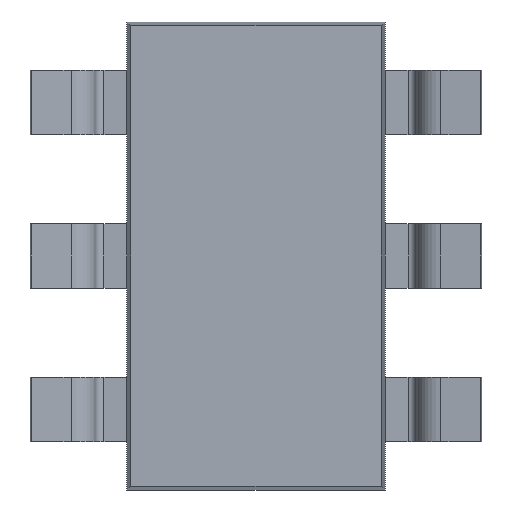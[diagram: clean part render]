
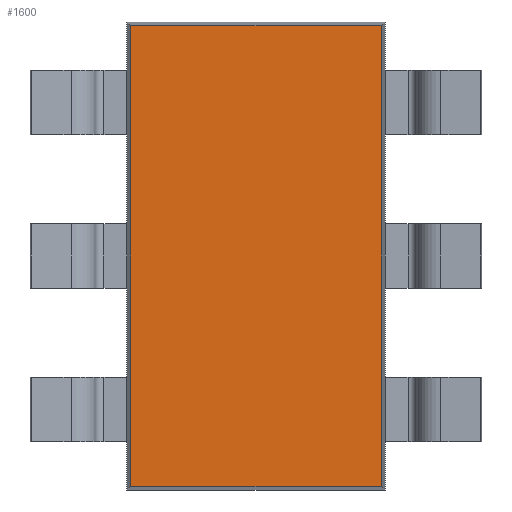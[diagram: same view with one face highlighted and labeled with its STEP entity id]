
A CAD part, front view. The second image highlights one B-rep face of the part: STEP entity #1600.
In plain terms, the highlighted planar face has unit normal (0, -1, 0).
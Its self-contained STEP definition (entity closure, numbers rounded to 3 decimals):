
#342 = DIRECTION ( 'NONE',  ( -1., 0., 0. ) ) ;
#345 = ORIENTED_EDGE ( 'NONE', *, *, #2555, .T. ) ;
#357 = EDGE_CURVE ( 'NONE', #2884, #898, #1804, .T. ) ;
#389 = VERTEX_POINT ( 'NONE', #446 ) ;
#446 = CARTESIAN_POINT ( 'NONE',  ( -0.776, 0.1, -1.426 ) ) ;
#504 = DIRECTION ( 'NONE',  ( 0., -1., 0. ) ) ;
#509 = LINE ( 'NONE', #2957, #2489 ) ;
#554 = DIRECTION ( 'NONE',  ( 1., 0., 0. ) ) ;
#560 = CARTESIAN_POINT ( 'NONE',  ( 0.776, 0.1, 1.426 ) ) ;
#682 = ORIENTED_EDGE ( 'NONE', *, *, #2485, .T. ) ;
#755 = DIRECTION ( 'NONE',  ( 0., 0., -1. ) ) ;
#779 = CARTESIAN_POINT ( 'NONE',  ( 0., 0.1, 0. ) ) ;
#898 = VERTEX_POINT ( 'NONE', #560 ) ;
#955 = VECTOR ( 'NONE', #342, 1000. ) ;
#1183 = CARTESIAN_POINT ( 'NONE',  ( 0.776, 0.1, -1.45 ) ) ;
#1276 = PLANE ( 'NONE',  #2584 ) ;
#1311 = VECTOR ( 'NONE', #1907, 1000. ) ;
#1343 = CARTESIAN_POINT ( 'NONE',  ( 0.8, 0.1, 1.426 ) ) ;
#1366 = LINE ( 'NONE', #1343, #955 ) ;
#1398 = VERTEX_POINT ( 'NONE', #2534 ) ;
#1416 = ORIENTED_EDGE ( 'NONE', *, *, #357, .T. ) ;
#1585 = ORIENTED_EDGE ( 'NONE', *, *, #2310, .T. ) ;
#1600 = ADVANCED_FACE ( 'NONE', ( #1697 ), #1276, .T. ) ;
#1697 = FACE_OUTER_BOUND ( 'NONE', #2130, .T. ) ;
#1804 = LINE ( 'NONE', #1183, #1311 ) ;
#1863 = VECTOR ( 'NONE', #554, 1000. ) ;
#1907 = DIRECTION ( 'NONE',  ( 0., 0., 1. ) ) ;
#2035 = CARTESIAN_POINT ( 'NONE',  ( -0.8, 0.1, -1.426 ) ) ;
#2130 = EDGE_LOOP ( 'NONE', ( #682, #345, #1416, #1585 ) ) ;
#2253 = LINE ( 'NONE', #2035, #1863 ) ;
#2310 = EDGE_CURVE ( 'NONE', #898, #1398, #1366, .T. ) ;
#2485 = EDGE_CURVE ( 'NONE', #1398, #389, #509, .T. ) ;
#2487 = DIRECTION ( 'NONE',  ( 0., 0., -1. ) ) ;
#2489 = VECTOR ( 'NONE', #755, 1000. ) ;
#2534 = CARTESIAN_POINT ( 'NONE',  ( -0.776, 0.1, 1.426 ) ) ;
#2555 = EDGE_CURVE ( 'NONE', #389, #2884, #2253, .T. ) ;
#2584 = AXIS2_PLACEMENT_3D ( 'NONE', #779, #504, #2487 ) ;
#2639 = CARTESIAN_POINT ( 'NONE',  ( 0.776, 0.1, -1.426 ) ) ;
#2884 = VERTEX_POINT ( 'NONE', #2639 ) ;
#2957 = CARTESIAN_POINT ( 'NONE',  ( -0.776, 0.1, 1.45 ) ) ;
